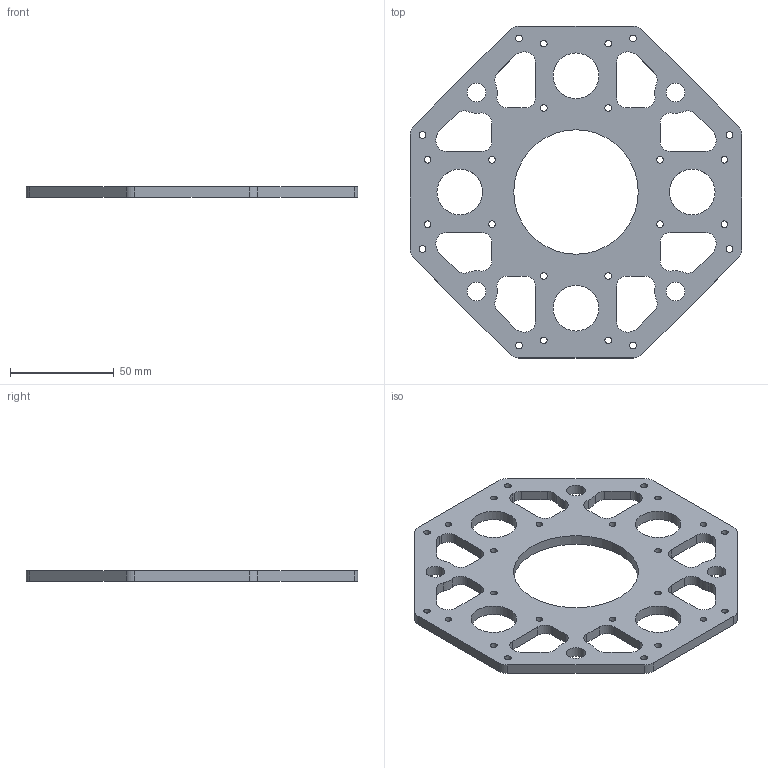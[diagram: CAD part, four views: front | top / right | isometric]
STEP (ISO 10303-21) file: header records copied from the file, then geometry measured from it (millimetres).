
FILE_DESCRIPTION(/* description */ ('Unknown'),/* implementation_level */ '2;1');
FILE_NAME(/* name */ 'SoporteMotores',/* time_stamp */ '2023-11-26T22:20:56+01:00',/* author */ ('Unknown'),/* organization */ ('Unknown'),/* preprocessor_version */ 'ST-DEVELOPER v18.102',/* originating_system */ 'Solid Edge',/* authorisation */ 'Unknown');
FILE_SCHEMA (('AUTOMOTIVE_DESIGN {1 0 10303 214 3 1 1}'));
Length unit declared in the file: millimetre
Products named in the file (1): SoporteMotores
Bounding box: 160 x 160 x 5 mm (x, y, z)
Volume: 61642.6 mm3; surface area: 34507.9 mm2
Topology: 1 solids, 1 shells, 131 faces, 399 edges, 270 vertices
Faces by surface type: cylinder 89, plane 42
Full cylindrical faces by diameter (mm): 3.2 x24, 9 x4, 22 x4, 60 x1
Entity records: 4488 total; most frequent: DIRECTION 796, CARTESIAN_POINT 744, ORIENTED_EDGE 708, EDGE_CURVE 354, AXIS2_PLACEMENT_3D 310, VERTEX_POINT 258, EDGE_LOOP 246, FACE_BOUND 246
